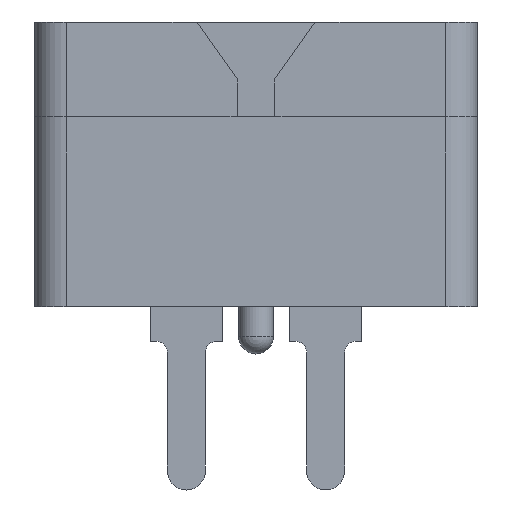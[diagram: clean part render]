
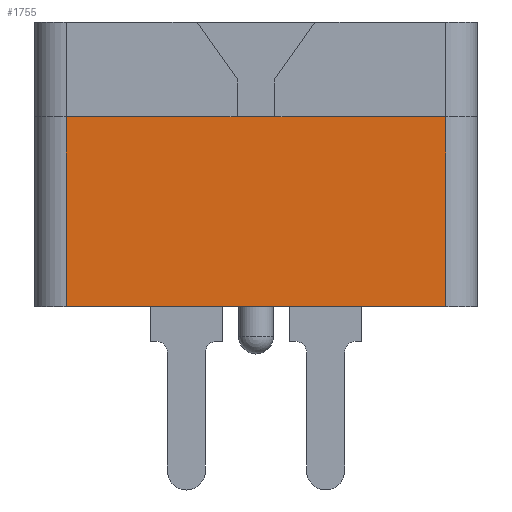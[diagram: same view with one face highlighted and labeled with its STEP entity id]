
A CAD part, front view. The second image highlights one B-rep face of the part: STEP entity #1755.
In plain terms, the highlighted planar face has unit normal (0, -1, 0).
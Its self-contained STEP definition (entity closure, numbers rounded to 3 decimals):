
#344 = EDGE_CURVE ( 'NONE', #4107, #3765, #9054, .T. ) ;
#466 = EDGE_CURVE ( 'NONE', #4007, #4011, #9292, .T. ) ;
#952 = ORIENTED_EDGE ( 'NONE', *, *, #466, .T. ) ;
#953 = ORIENTED_EDGE ( 'NONE', *, *, #18201, .F. ) ;
#954 = ORIENTED_EDGE ( 'NONE', *, *, #344, .F. ) ;
#955 = ORIENTED_EDGE ( 'NONE', *, *, #18200, .T. ) ;
#1388 = EDGE_LOOP ( 'NONE', ( #952, #953, #954, #955 ) ) ;
#1755 = ADVANCED_FACE ( 'NONE', ( #9554 ), #10859, .F. ) ;
#3765 = VERTEX_POINT ( 'NONE', #16785 ) ;
#4007 = VERTEX_POINT ( 'NONE', #17027 ) ;
#4011 = VERTEX_POINT ( 'NONE', #17031 ) ;
#4107 = VERTEX_POINT ( 'NONE', #17127 ) ;
#8709 = DIRECTION ( 'NONE',  ( -1., 0., 0. ) ) ;
#8714 = CARTESIAN_POINT ( 'NONE',  ( 6., -12.7, -6. ) ) ;
#9054 = LINE ( 'NONE', #8714, #9056 ) ;
#9056 = VECTOR ( 'NONE', #8709, 1000. ) ;
#9292 = LINE ( 'NONE', #9869, #9296 ) ;
#9296 = VECTOR ( 'NONE', #9861, 1000. ) ;
#9554 = FACE_OUTER_BOUND ( 'NONE', #1388, .T. ) ;
#9861 = DIRECTION ( 'NONE',  ( -1., 0., 0. ) ) ;
#9869 = CARTESIAN_POINT ( 'NONE',  ( 6., -12.7, 0. ) ) ;
#10858 = CARTESIAN_POINT ( 'NONE',  ( 6., -12.7, -6. ) ) ;
#10859 = PLANE ( 'NONE',  #11395 ) ;
#10861 = DIRECTION ( 'NONE',  ( 0., 1., 0. ) ) ;
#10862 = DIRECTION ( 'NONE',  ( 0., 0., 1. ) ) ;
#11395 = AXIS2_PLACEMENT_3D ( 'NONE', #10858, #10861, #10862 ) ;
#16363 = LINE ( 'NONE', #17453, #16366 ) ;
#16365 = LINE ( 'NONE', #17455, #16368 ) ;
#16366 = VECTOR ( 'NONE', #17454, 1000. ) ;
#16368 = VECTOR ( 'NONE', #17456, 1000. ) ;
#16785 = CARTESIAN_POINT ( 'NONE',  ( -6., -12.7, -6. ) ) ;
#17027 = CARTESIAN_POINT ( 'NONE',  ( 6., -12.7, 0. ) ) ;
#17031 = CARTESIAN_POINT ( 'NONE',  ( -6., -12.7, 0. ) ) ;
#17127 = CARTESIAN_POINT ( 'NONE',  ( 6., -12.7, -6. ) ) ;
#17453 = CARTESIAN_POINT ( 'NONE',  ( 6., -12.7, -6. ) ) ;
#17454 = DIRECTION ( 'NONE',  ( 0., 0., 1. ) ) ;
#17455 = CARTESIAN_POINT ( 'NONE',  ( -6., -12.7, -6. ) ) ;
#17456 = DIRECTION ( 'NONE',  ( 0., 0., 1. ) ) ;
#18200 = EDGE_CURVE ( 'NONE', #4107, #4007, #16363, .T. ) ;
#18201 = EDGE_CURVE ( 'NONE', #3765, #4011, #16365, .T. ) ;
